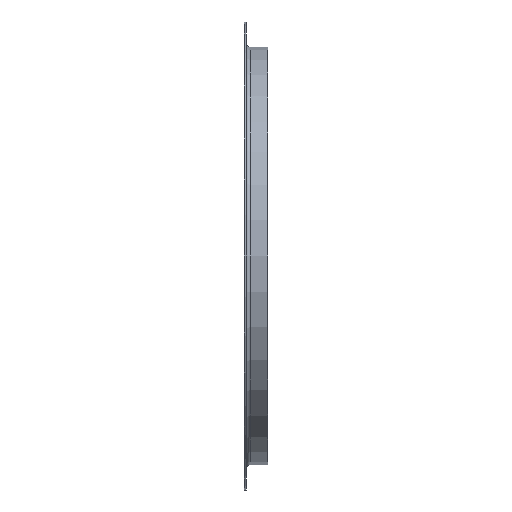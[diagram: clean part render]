
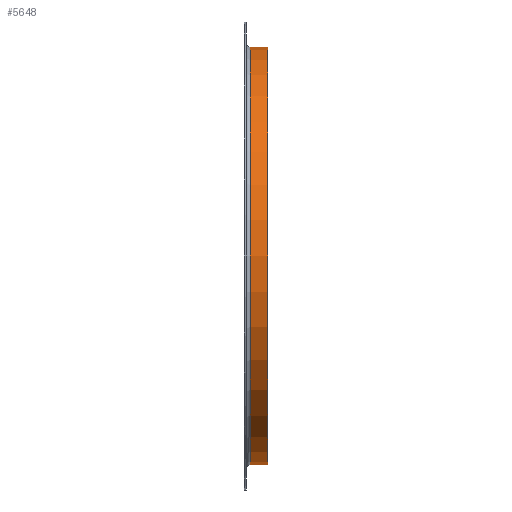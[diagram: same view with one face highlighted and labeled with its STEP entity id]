
A CAD part, front view. The second image highlights one B-rep face of the part: STEP entity #5648.
In plain terms, the highlighted cylindrical face has radius 404 mm (diameter 808 mm), a full revolution.
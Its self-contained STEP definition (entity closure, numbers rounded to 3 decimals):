
#238 = CARTESIAN_POINT ( 'NONE',  ( 0., 0., 0. ) ) ;
#571 = CIRCLE ( 'NONE', #3282, 404. ) ;
#703 = CARTESIAN_POINT ( 'NONE',  ( 11., 0., 404. ) ) ;
#1470 = AXIS2_PLACEMENT_3D ( 'NONE', #4089, #9233, #5526 ) ;
#1492 = FACE_OUTER_BOUND ( 'NONE', #8001, .T. ) ;
#3005 = VERTEX_POINT ( 'NONE', #11923 ) ;
#3282 = AXIS2_PLACEMENT_3D ( 'NONE', #10487, #5345, #16062 ) ;
#3776 = EDGE_LOOP ( 'NONE', ( #5729 ) ) ;
#4089 = CARTESIAN_POINT ( 'NONE',  ( 11., 0., 0. ) ) ;
#5345 = DIRECTION ( 'NONE',  ( -1., 0., 0. ) ) ;
#5526 = DIRECTION ( 'NONE',  ( 0., 0., 1. ) ) ;
#5541 = VERTEX_POINT ( 'NONE', #703 ) ;
#5648 = ADVANCED_FACE ( 'NONE', ( #1492, #6675 ), #11777, .T. ) ;
#5729 = ORIENTED_EDGE ( 'NONE', *, *, #8147, .T. ) ;
#6675 = FACE_OUTER_BOUND ( 'NONE', #3776, .T. ) ;
#8001 = EDGE_LOOP ( 'NONE', ( #13227 ) ) ;
#8111 = DIRECTION ( 'NONE',  ( -1., 0., 0. ) ) ;
#8147 = EDGE_CURVE ( 'NONE', #3005, #3005, #571, .T. ) ;
#9233 = DIRECTION ( 'NONE',  ( -1., 0., 0. ) ) ;
#9834 = CIRCLE ( 'NONE', #1470, 404. ) ;
#10320 = AXIS2_PLACEMENT_3D ( 'NONE', #238, #8111, #13196 ) ;
#10487 = CARTESIAN_POINT ( 'NONE',  ( 45., 0., 0. ) ) ;
#11777 = CYLINDRICAL_SURFACE ( 'NONE', #10320, 404. ) ;
#11923 = CARTESIAN_POINT ( 'NONE',  ( 45., 0., 404. ) ) ;
#13196 = DIRECTION ( 'NONE',  ( 0., 0., 1. ) ) ;
#13227 = ORIENTED_EDGE ( 'NONE', *, *, #15246, .F. ) ;
#15246 = EDGE_CURVE ( 'NONE', #5541, #5541, #9834, .T. ) ;
#16062 = DIRECTION ( 'NONE',  ( 0., 0., 1. ) ) ;
